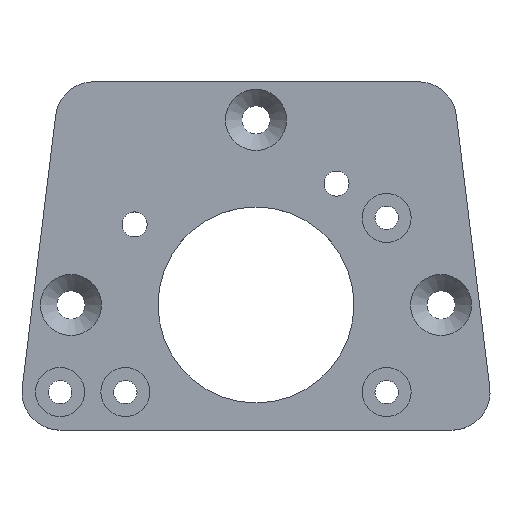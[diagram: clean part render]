
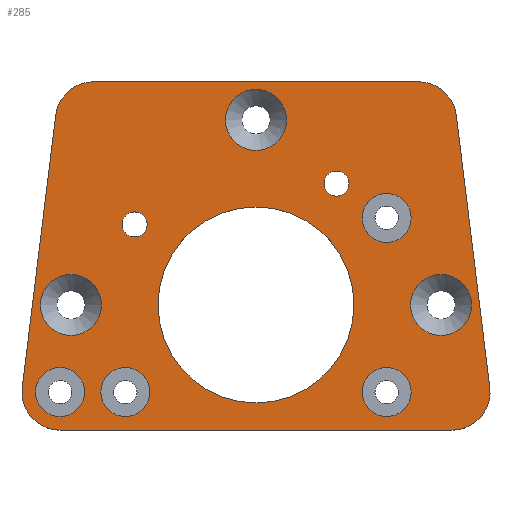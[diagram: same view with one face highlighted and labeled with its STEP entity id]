
A CAD part, top view. The second image highlights one B-rep face of the part: STEP entity #285.
In plain terms, the highlighted planar face has unit normal (0, 0, 1).
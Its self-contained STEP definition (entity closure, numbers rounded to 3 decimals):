
#94=FACE_BOUND('',#377,.T.);
#95=FACE_BOUND('',#378,.T.);
#96=FACE_BOUND('',#379,.T.);
#97=FACE_BOUND('',#380,.T.);
#98=FACE_BOUND('',#381,.T.);
#99=FACE_BOUND('',#382,.T.);
#100=FACE_BOUND('',#383,.T.);
#101=FACE_BOUND('',#384,.T.);
#102=FACE_BOUND('',#385,.T.);
#103=FACE_BOUND('',#386,.T.);
#104=FACE_BOUND('',#387,.T.);
#208=CIRCLE('',#794,7.);
#210=CIRCLE('',#798,7.);
#212=CIRCLE('',#802,7.);
#213=CIRCLE('',#805,4.5);
#215=CIRCLE('',#808,4.5);
#217=CIRCLE('',#811,2.3);
#219=CIRCLE('',#814,5.6);
#221=CIRCLE('',#817,18.);
#223=CIRCLE('',#820,2.3);
#225=CIRCLE('',#823,4.5);
#227=CIRCLE('',#826,5.6);
#229=CIRCLE('',#829,4.5);
#232=CIRCLE('',#833,7.);
#233=CIRCLE('',#835,5.6);
#285=ADVANCED_FACE('',(#94,#95,#96,#97,#98,#99,#100,#101,#102,#103,#104),
#323,.T.);
#323=PLANE('',#838);
#377=EDGE_LOOP('',(#515,#516,#517,#518,#519,#520,#521,#522));
#378=EDGE_LOOP('',(#523));
#379=EDGE_LOOP('',(#524));
#380=EDGE_LOOP('',(#525));
#381=EDGE_LOOP('',(#526));
#382=EDGE_LOOP('',(#527));
#383=EDGE_LOOP('',(#528));
#384=EDGE_LOOP('',(#529));
#385=EDGE_LOOP('',(#530));
#386=EDGE_LOOP('',(#531));
#387=EDGE_LOOP('',(#532));
#515=ORIENTED_EDGE('',*,*,#685,.T.);
#516=ORIENTED_EDGE('',*,*,#689,.T.);
#517=ORIENTED_EDGE('',*,*,#692,.T.);
#518=ORIENTED_EDGE('',*,*,#695,.T.);
#519=ORIENTED_EDGE('',*,*,#698,.T.);
#520=ORIENTED_EDGE('',*,*,#701,.T.);
#521=ORIENTED_EDGE('',*,*,#704,.T.);
#522=ORIENTED_EDGE('',*,*,#724,.T.);
#523=ORIENTED_EDGE('',*,*,#721,.T.);
#524=ORIENTED_EDGE('',*,*,#719,.F.);
#525=ORIENTED_EDGE('',*,*,#717,.F.);
#526=ORIENTED_EDGE('',*,*,#715,.F.);
#527=ORIENTED_EDGE('',*,*,#713,.F.);
#528=ORIENTED_EDGE('',*,*,#711,.F.);
#529=ORIENTED_EDGE('',*,*,#709,.F.);
#530=ORIENTED_EDGE('',*,*,#707,.F.);
#531=ORIENTED_EDGE('',*,*,#705,.F.);
#532=ORIENTED_EDGE('',*,*,#725,.F.);
#617=VERTEX_POINT('',#1151);
#618=VERTEX_POINT('',#1153);
#620=VERTEX_POINT('',#1159);
#622=VERTEX_POINT('',#1165);
#624=VERTEX_POINT('',#1171);
#626=VERTEX_POINT('',#1177);
#628=VERTEX_POINT('',#1183);
#630=VERTEX_POINT('',#1189);
#631=VERTEX_POINT('',#1193);
#633=VERTEX_POINT('',#1198);
#635=VERTEX_POINT('',#1203);
#637=VERTEX_POINT('',#1208);
#639=VERTEX_POINT('',#1213);
#641=VERTEX_POINT('',#1218);
#643=VERTEX_POINT('',#1223);
#645=VERTEX_POINT('',#1228);
#647=VERTEX_POINT('',#1233);
#649=VERTEX_POINT('',#1241);
#685=EDGE_CURVE('',#618,#617,#761,.T.);
#689=EDGE_CURVE('',#617,#620,#208,.T.);
#692=EDGE_CURVE('',#620,#622,#766,.T.);
#695=EDGE_CURVE('',#622,#624,#210,.T.);
#698=EDGE_CURVE('',#624,#626,#770,.T.);
#701=EDGE_CURVE('',#626,#628,#212,.T.);
#704=EDGE_CURVE('',#628,#630,#774,.T.);
#705=EDGE_CURVE('',#631,#631,#213,.T.);
#707=EDGE_CURVE('',#633,#633,#215,.T.);
#709=EDGE_CURVE('',#635,#635,#217,.T.);
#711=EDGE_CURVE('',#637,#637,#219,.T.);
#713=EDGE_CURVE('',#639,#639,#221,.T.);
#715=EDGE_CURVE('',#641,#641,#223,.T.);
#717=EDGE_CURVE('',#643,#643,#225,.T.);
#719=EDGE_CURVE('',#645,#645,#227,.T.);
#721=EDGE_CURVE('',#647,#647,#229,.T.);
#724=EDGE_CURVE('',#630,#618,#232,.T.);
#725=EDGE_CURVE('',#649,#649,#233,.T.);
#761=LINE('',#1152,#777);
#766=LINE('',#1166,#782);
#770=LINE('',#1178,#786);
#774=LINE('',#1190,#790);
#777=VECTOR('',#908,1.);
#782=VECTOR('',#921,1.);
#786=VECTOR('',#933,1.);
#790=VECTOR('',#945,1.);
#794=AXIS2_PLACEMENT_3D('',#1160,#915,#916);
#798=AXIS2_PLACEMENT_3D('',#1172,#927,#928);
#802=AXIS2_PLACEMENT_3D('',#1184,#939,#940);
#805=AXIS2_PLACEMENT_3D('',#1192,#948,#949);
#808=AXIS2_PLACEMENT_3D('',#1197,#954,#955);
#811=AXIS2_PLACEMENT_3D('',#1202,#960,#961);
#814=AXIS2_PLACEMENT_3D('',#1207,#966,#967);
#817=AXIS2_PLACEMENT_3D('',#1212,#972,#973);
#820=AXIS2_PLACEMENT_3D('',#1217,#978,#979);
#823=AXIS2_PLACEMENT_3D('',#1222,#984,#985);
#826=AXIS2_PLACEMENT_3D('',#1227,#990,#991);
#829=AXIS2_PLACEMENT_3D('',#1232,#996,#997);
#833=AXIS2_PLACEMENT_3D('',#1238,#1004,#1005);
#835=AXIS2_PLACEMENT_3D('',#1240,#1008,#1009);
#838=AXIS2_PLACEMENT_3D('',#1245,#1014,#1015);
#908=DIRECTION('',(-0.122,-0.993,0.));
#915=DIRECTION('',(0.,0.,1.));
#916=DIRECTION('',(-1.,0.,0.));
#921=DIRECTION('',(1.,0.,0.));
#927=DIRECTION('',(0.,0.,1.));
#928=DIRECTION('',(1.,0.,0.));
#933=DIRECTION('',(-0.122,0.993,0.));
#939=DIRECTION('',(0.,0.,1.));
#940=DIRECTION('',(1.,0.,0.));
#945=DIRECTION('',(-1.,0.,0.));
#948=DIRECTION('',(0.,0.,1.));
#949=DIRECTION('',(1.,0.,0.));
#954=DIRECTION('',(0.,0.,1.));
#955=DIRECTION('',(1.,0.,0.));
#960=DIRECTION('',(0.,0.,1.));
#961=DIRECTION('',(1.,0.,0.));
#966=DIRECTION('',(0.,0.,1.));
#967=DIRECTION('',(1.,0.,0.));
#972=DIRECTION('',(0.,0.,1.));
#973=DIRECTION('',(1.,0.,0.));
#978=DIRECTION('',(0.,0.,1.));
#979=DIRECTION('',(1.,0.,0.));
#984=DIRECTION('',(0.,0.,1.));
#985=DIRECTION('',(1.,0.,0.));
#990=DIRECTION('',(0.,0.,1.));
#991=DIRECTION('',(1.,0.,0.));
#996=DIRECTION('',(0.,0.,-1.));
#997=DIRECTION('',(1.,0.,0.));
#1004=DIRECTION('',(0.,0.,1.));
#1005=DIRECTION('',(-1.,0.,0.));
#1008=DIRECTION('',(0.,0.,1.));
#1009=DIRECTION('',(1.,0.,0.));
#1014=DIRECTION('',(0.,0.,1.));
#1015=DIRECTION('',(1.,0.,0.));
#1151=CARTESIAN_POINT('',(-42.948,7.853,3.));
#1152=CARTESIAN_POINT('',(-36.809,57.853,3.));
#1153=CARTESIAN_POINT('',(-36.809,57.853,3.));
#1159=CARTESIAN_POINT('',(-36.,0.,3.));
#1160=CARTESIAN_POINT('',(-36.,7.,3.));
#1165=CARTESIAN_POINT('',(36.,0.,3.));
#1166=CARTESIAN_POINT('',(-36.,0.,3.));
#1171=CARTESIAN_POINT('',(42.948,7.853,3.));
#1172=CARTESIAN_POINT('',(36.,7.,3.));
#1177=CARTESIAN_POINT('',(36.809,57.853,3.));
#1178=CARTESIAN_POINT('',(42.948,7.853,3.));
#1183=CARTESIAN_POINT('',(29.861,64.,3.));
#1184=CARTESIAN_POINT('',(29.861,57.,3.));
#1189=CARTESIAN_POINT('',(-29.861,64.,3.));
#1190=CARTESIAN_POINT('',(29.861,64.,3.));
#1192=CARTESIAN_POINT('',(24.,39.,3.));
#1193=CARTESIAN_POINT('',(28.5,39.,3.));
#1197=CARTESIAN_POINT('',(24.,7.,3.));
#1198=CARTESIAN_POINT('',(28.5,7.,3.));
#1202=CARTESIAN_POINT('',(14.8,45.3,3.));
#1203=CARTESIAN_POINT('',(17.1,45.3,3.));
#1207=CARTESIAN_POINT('',(0.,57.,3.));
#1208=CARTESIAN_POINT('',(5.6,57.,3.));
#1212=CARTESIAN_POINT('',(0.,23.,3.));
#1213=CARTESIAN_POINT('',(18.,23.,3.));
#1217=CARTESIAN_POINT('',(-22.3,37.8,3.));
#1218=CARTESIAN_POINT('',(-20.,37.8,3.));
#1222=CARTESIAN_POINT('',(-36.,7.,3.));
#1223=CARTESIAN_POINT('',(-31.5,7.,3.));
#1227=CARTESIAN_POINT('',(-34.,23.,3.));
#1228=CARTESIAN_POINT('',(-28.4,23.,3.));
#1232=CARTESIAN_POINT('',(-24.,7.,3.));
#1233=CARTESIAN_POINT('',(-19.5,7.,3.));
#1238=CARTESIAN_POINT('',(-29.861,57.,3.));
#1240=CARTESIAN_POINT('',(34.,23.,3.));
#1241=CARTESIAN_POINT('',(39.6,23.,3.));
#1245=CARTESIAN_POINT('',(-36.,7.,3.));
